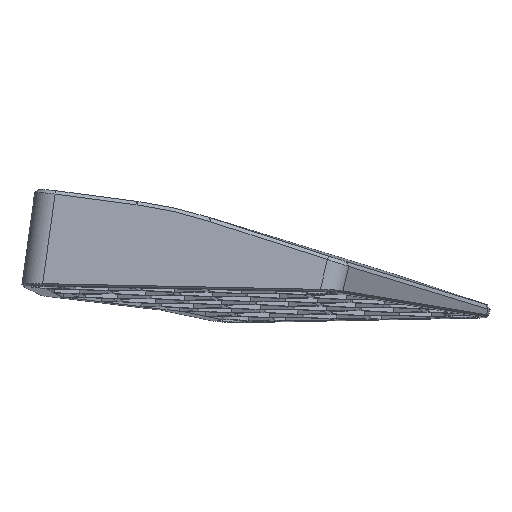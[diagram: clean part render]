
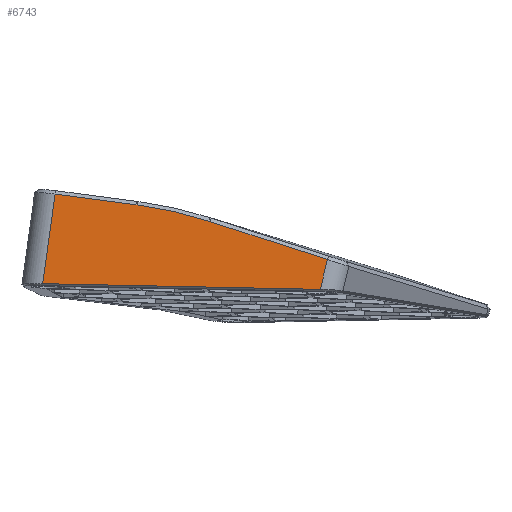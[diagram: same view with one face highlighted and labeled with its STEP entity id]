
A CAD part, top view. The second image highlights one B-rep face of the part: STEP entity #6743.
In plain terms, the highlighted planar face has unit normal (-0.077, 0.082, 0.994).
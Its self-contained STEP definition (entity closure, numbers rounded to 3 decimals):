
#106=B_SPLINE_CURVE_WITH_KNOTS('',3,(#9877,#9878,#9879,#9880),
 .UNSPECIFIED.,.F.,.F.,(4,4),(1.63,1.648),
 .UNSPECIFIED.);
#120=B_SPLINE_CURVE_WITH_KNOTS('',3,(#10033,#10034,#10035,#10036),
 .UNSPECIFIED.,.F.,.F.,(4,4),(-0.921,-0.907),
 .UNSPECIFIED.);
#121=B_SPLINE_CURVE_WITH_KNOTS('',3,(#10040,#10041,#10042,#10043),
 .UNSPECIFIED.,.F.,.F.,(4,4),(-0.103,-0.069),
 .UNSPECIFIED.);
#122=B_SPLINE_CURVE_WITH_KNOTS('',3,(#10045,#10046,#10047,#10048),
 .UNSPECIFIED.,.F.,.F.,(4,4),(-1.57,-1.381),
 .UNSPECIFIED.);
#123=B_SPLINE_CURVE_WITH_KNOTS('',3,(#10050,#10051,#10052,#10053),
 .UNSPECIFIED.,.F.,.F.,(4,4),(-1.573,-1.57),
 .UNSPECIFIED.);
#215=LINE('',#9599,#989);
#234=LINE('',#10031,#1008);
#235=LINE('',#10038,#1009);
#236=LINE('',#10055,#1010);
#237=LINE('',#10056,#1011);
#989=VECTOR('',#7694,10.);
#1008=VECTOR('',#7721,10.);
#1009=VECTOR('',#7722,10.);
#1010=VECTOR('',#7723,10.);
#1011=VECTOR('',#7724,10.);
#1750=PLANE('',#7141);
#2083=FACE_OUTER_BOUND('',#2479,.T.);
#2479=EDGE_LOOP('',(#4793,#4794,#4795,#4796,#4797,#4798,#4799,#4800,#4801,
#4802));
#3052=VERTEX_POINT('',#9592);
#3055=VERTEX_POINT('',#9597);
#3056=VERTEX_POINT('',#9620);
#3080=VERTEX_POINT('',#10030);
#3081=VERTEX_POINT('',#10032);
#3082=VERTEX_POINT('',#10037);
#3083=VERTEX_POINT('',#10039);
#3084=VERTEX_POINT('',#10044);
#3085=VERTEX_POINT('',#10049);
#3086=VERTEX_POINT('',#10054);
#3713=EDGE_CURVE('',#3055,#3052,#215,.T.);
#3748=EDGE_CURVE('',#3056,#3055,#106,.T.);
#3762=EDGE_CURVE('',#3056,#3080,#234,.T.);
#3763=EDGE_CURVE('',#3081,#3080,#120,.T.);
#3764=EDGE_CURVE('',#3082,#3081,#235,.T.);
#3765=EDGE_CURVE('',#3083,#3082,#121,.T.);
#3766=EDGE_CURVE('',#3084,#3083,#122,.T.);
#3767=EDGE_CURVE('',#3085,#3084,#123,.T.);
#3768=EDGE_CURVE('',#3086,#3085,#236,.T.);
#3769=EDGE_CURVE('',#3086,#3052,#237,.T.);
#4793=ORIENTED_EDGE('',*,*,#3713,.F.);
#4794=ORIENTED_EDGE('',*,*,#3748,.F.);
#4795=ORIENTED_EDGE('',*,*,#3762,.T.);
#4796=ORIENTED_EDGE('',*,*,#3763,.F.);
#4797=ORIENTED_EDGE('',*,*,#3764,.F.);
#4798=ORIENTED_EDGE('',*,*,#3765,.F.);
#4799=ORIENTED_EDGE('',*,*,#3766,.F.);
#4800=ORIENTED_EDGE('',*,*,#3767,.F.);
#4801=ORIENTED_EDGE('',*,*,#3768,.F.);
#4802=ORIENTED_EDGE('',*,*,#3769,.T.);
#6743=ADVANCED_FACE('',(#2083),#1750,.T.);
#7141=AXIS2_PLACEMENT_3D('',#10029,#7719,#7720);
#7694=DIRECTION('',(-0.997,0.021,-0.079));
#7719=DIRECTION('center_axis',(-0.077,0.082,0.994));
#7720=DIRECTION('ref_axis',(0.219,0.974,-0.063));
#7721=DIRECTION('',(0.233,0.97,-0.062));
#7722=DIRECTION('',(0.947,-0.306,0.098));
#7723=DIRECTION('',(0.988,-0.13,0.087));
#7724=DIRECTION('',(-0.137,-0.988,0.071));
#9592=CARTESIAN_POINT('',(-9.381,-15.082,-14.495));
#9597=CARTESIAN_POINT('',(65.063,-16.619,-8.613));
#9599=CARTESIAN_POINT('',(34.01,-15.978,-11.066));
#9620=CARTESIAN_POINT('',(65.169,-16.621,-8.604));
#9877=CARTESIAN_POINT('Ctrl Pts',(65.169,-16.621,-8.604));
#9878=CARTESIAN_POINT('Ctrl Pts',(65.134,-16.621,-8.607));
#9879=CARTESIAN_POINT('Ctrl Pts',(65.099,-16.62,-8.61));
#9880=CARTESIAN_POINT('Ctrl Pts',(65.063,-16.619,-8.613));
#10029=CARTESIAN_POINT('Origin',(28.864,-9.972,-11.958));
#10030=CARTESIAN_POINT('',(67.093,-8.616,-9.113));
#10031=CARTESIAN_POINT('',(65.318,-16.003,-8.644));
#10032=CARTESIAN_POINT('',(67.014,-8.591,-9.122));
#10033=CARTESIAN_POINT('Ctrl Pts',(67.014,-8.591,-9.122));
#10034=CARTESIAN_POINT('Ctrl Pts',(67.04,-8.599,-9.119));
#10035=CARTESIAN_POINT('Ctrl Pts',(67.066,-8.608,-9.116));
#10036=CARTESIAN_POINT('Ctrl Pts',(67.093,-8.616,-9.113));
#10037=CARTESIAN_POINT('',(35.527,1.596,-12.394));
#10038=CARTESIAN_POINT('',(36.177,1.386,-12.326));
#10039=CARTESIAN_POINT('',(35.199,1.702,-12.428));
#10040=CARTESIAN_POINT('Ctrl Pts',(35.199,1.702,-12.428));
#10041=CARTESIAN_POINT('Ctrl Pts',(35.308,1.667,-12.416));
#10042=CARTESIAN_POINT('Ctrl Pts',(35.418,1.632,-12.405));
#10043=CARTESIAN_POINT('Ctrl Pts',(35.527,1.596,-12.394));
#10044=CARTESIAN_POINT('',(15.991,6.067,-14.271));
#10045=CARTESIAN_POINT('Ctrl Pts',(15.991,6.067,-14.271));
#10046=CARTESIAN_POINT('Ctrl Pts',(22.515,5.186,-13.695));
#10047=CARTESIAN_POINT('Ctrl Pts',(28.956,3.722,-13.076));
#10048=CARTESIAN_POINT('Ctrl Pts',(35.199,1.702,-12.428));
#10049=CARTESIAN_POINT('',(15.647,6.113,-14.302));
#10050=CARTESIAN_POINT('Ctrl Pts',(15.647,6.113,-14.302));
#10051=CARTESIAN_POINT('Ctrl Pts',(15.762,6.098,-14.292));
#10052=CARTESIAN_POINT('Ctrl Pts',(15.877,6.083,-14.282));
#10053=CARTESIAN_POINT('Ctrl Pts',(15.991,6.067,-14.271));
#10054=CARTESIAN_POINT('',(-6.057,8.976,-16.215));
#10055=CARTESIAN_POINT('',(39.11,3.019,-12.233));
#10056=CARTESIAN_POINT('',(-7.907,-4.41,-15.258));
